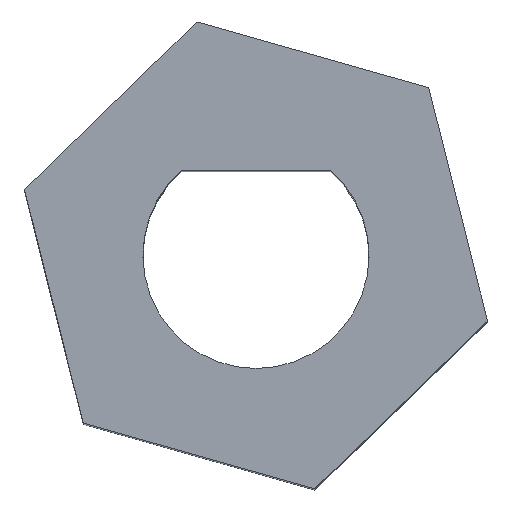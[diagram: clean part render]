
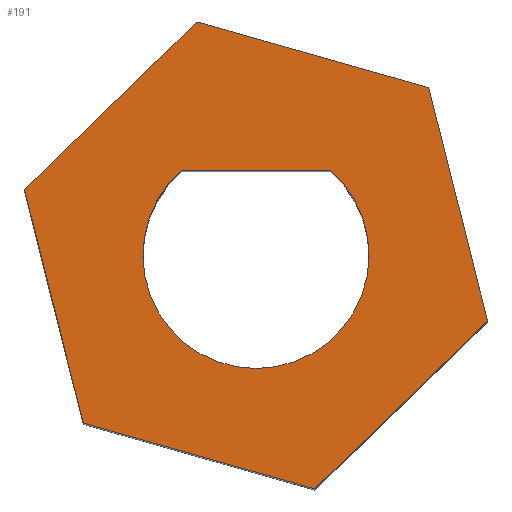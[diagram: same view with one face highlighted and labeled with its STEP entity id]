
A CAD part, top view. The second image highlights one B-rep face of the part: STEP entity #191.
In plain terms, the highlighted planar face has unit normal (0, 0, 1).
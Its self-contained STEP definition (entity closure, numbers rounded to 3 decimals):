
#15=FACE_BOUND('',#39,.T.);
#18=CIRCLE('',#216,3.2);
#28=FACE_OUTER_BOUND('',#38,.T.);
#38=EDGE_LOOP('',(#158,#159,#160,#161,#162,#163));
#39=EDGE_LOOP('',(#164,#165));
#44=LINE('',#275,#66);
#47=LINE('',#281,#69);
#50=LINE('',#287,#72);
#53=LINE('',#293,#75);
#56=LINE('',#299,#78);
#59=LINE('',#303,#81);
#62=LINE('',#311,#84);
#66=VECTOR('',#225,10.);
#69=VECTOR('',#230,10.);
#72=VECTOR('',#235,10.);
#75=VECTOR('',#240,10.);
#78=VECTOR('',#245,10.);
#81=VECTOR('',#250,10.);
#84=VECTOR('',#255,10.);
#88=VERTEX_POINT('',#272);
#89=VERTEX_POINT('',#274);
#91=VERTEX_POINT('',#280);
#93=VERTEX_POINT('',#286);
#95=VERTEX_POINT('',#292);
#97=VERTEX_POINT('',#298);
#100=VERTEX_POINT('',#308);
#101=VERTEX_POINT('',#310);
#104=EDGE_CURVE('',#89,#88,#44,.T.);
#107=EDGE_CURVE('',#91,#89,#47,.T.);
#110=EDGE_CURVE('',#93,#91,#50,.T.);
#113=EDGE_CURVE('',#95,#93,#53,.T.);
#116=EDGE_CURVE('',#97,#95,#56,.T.);
#119=EDGE_CURVE('',#88,#97,#59,.T.);
#122=EDGE_CURVE('',#101,#100,#62,.T.);
#125=EDGE_CURVE('',#100,#101,#18,.T.);
#158=ORIENTED_EDGE('',*,*,#119,.T.);
#159=ORIENTED_EDGE('',*,*,#116,.T.);
#160=ORIENTED_EDGE('',*,*,#113,.T.);
#161=ORIENTED_EDGE('',*,*,#110,.T.);
#162=ORIENTED_EDGE('',*,*,#107,.T.);
#163=ORIENTED_EDGE('',*,*,#104,.T.);
#164=ORIENTED_EDGE('',*,*,#125,.T.);
#165=ORIENTED_EDGE('',*,*,#122,.T.);
#181=PLANE('',#217);
#191=ADVANCED_FACE('',(#28,#15),#181,.T.);
#216=AXIS2_PLACEMENT_3D('',#315,#261,#262);
#217=AXIS2_PLACEMENT_3D('',#316,#263,#264);
#225=DIRECTION('',(0.962,-0.273,0.));
#230=DIRECTION('',(0.245,-0.97,0.));
#235=DIRECTION('',(-0.717,-0.697,0.));
#240=DIRECTION('',(-0.962,0.273,0.));
#245=DIRECTION('',(-0.245,0.97,0.));
#250=DIRECTION('',(0.717,0.697,0.));
#255=DIRECTION('',(1.,0.,0.));
#261=DIRECTION('center_axis',(0.,0.,-1.));
#262=DIRECTION('ref_axis',(1.,0.,0.));
#263=DIRECTION('center_axis',(0.,0.,1.));
#264=DIRECTION('ref_axis',(1.,0.,0.));
#272=CARTESIAN_POINT('',(1.668,-6.605,20.));
#274=CARTESIAN_POINT('',(-4.887,-4.747,20.));
#275=CARTESIAN_POINT('',(-4.887,-4.747,20.));
#280=CARTESIAN_POINT('',(-6.554,1.858,20.));
#281=CARTESIAN_POINT('',(-6.554,1.858,20.));
#286=CARTESIAN_POINT('',(-1.668,6.605,20.));
#287=CARTESIAN_POINT('',(-1.668,6.605,20.));
#292=CARTESIAN_POINT('',(4.887,4.747,20.));
#293=CARTESIAN_POINT('',(4.887,4.747,20.));
#298=CARTESIAN_POINT('',(6.554,-1.858,20.));
#299=CARTESIAN_POINT('',(6.554,-1.858,20.));
#303=CARTESIAN_POINT('',(1.668,-6.605,20.));
#308=CARTESIAN_POINT('',(2.117,2.4,20.));
#310=CARTESIAN_POINT('',(-2.117,2.4,20.));
#311=CARTESIAN_POINT('',(-2.117,2.4,20.));
#315=CARTESIAN_POINT('Origin',(0.,0.,20.));
#316=CARTESIAN_POINT('Origin',(0.,0.,20.));
